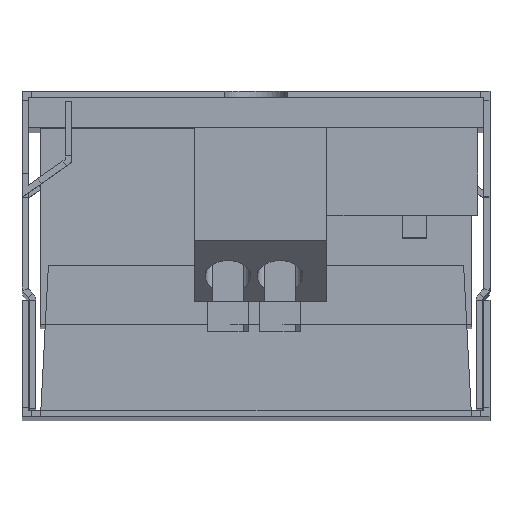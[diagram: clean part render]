
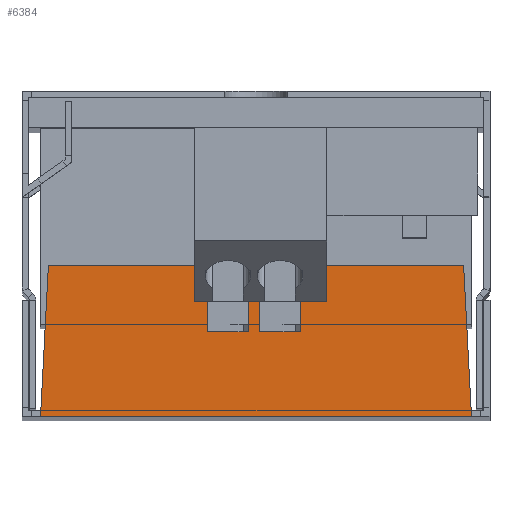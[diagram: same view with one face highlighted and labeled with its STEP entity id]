
A CAD part, top view. The second image highlights one B-rep face of the part: STEP entity #6384.
In plain terms, the highlighted face is planar.
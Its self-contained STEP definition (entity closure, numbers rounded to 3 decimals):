
#125 = B_SPLINE_CURVE_WITH_KNOTS ( 'NONE', 3,
 ( #17772, #19228, #3544, #19134, #4784, #3160, #19424 ),
 .UNSPECIFIED., .F., .F.,
 ( 4, 3, 4 ),
 ( 0., 0., 0.001 ),
 .UNSPECIFIED. ) ;
#814 = EDGE_CURVE ( 'NONE', #19654, #18470, #14394, .T. ) ;
#1353 = FACE_OUTER_BOUND ( 'NONE', #4978, .T. ) ;
#1369 = LINE ( 'NONE', #7793, #20113 ) ;
#1461 = CARTESIAN_POINT ( 'NONE',  ( -14.244, 82., 20.9 ) ) ;
#1527 = CARTESIAN_POINT ( 'NONE',  ( 14.244, 82., 20.9 ) ) ;
#1761 = VERTEX_POINT ( 'NONE', #12299 ) ;
#1906 = CARTESIAN_POINT ( 'NONE',  ( 14.259, 82., 21.5 ) ) ;
#2119 = ORIENTED_EDGE ( 'NONE', *, *, #5549, .T. ) ;
#2195 = CARTESIAN_POINT ( 'NONE',  ( -14.244, 82., 20.9 ) ) ;
#2763 = CARTESIAN_POINT ( 'NONE',  ( 14.258, 82., 21.413 ) ) ;
#2968 = CARTESIAN_POINT ( 'NONE',  ( 14.254, 82., 21.24 ) ) ;
#3061 = VERTEX_POINT ( 'NONE', #18682 ) ;
#3160 = CARTESIAN_POINT ( 'NONE',  ( -14.258, 82., 21.4 ) ) ;
#3544 = CARTESIAN_POINT ( 'NONE',  ( -14.25, 82., 21.1 ) ) ;
#4491 = CARTESIAN_POINT ( 'NONE',  ( -12.802, 82., 11.5 ) ) ;
#4784 = CARTESIAN_POINT ( 'NONE',  ( -14.256, 82., 21.3 ) ) ;
#4806 = CARTESIAN_POINT ( 'NONE',  ( 14.247, 82., 21.013 ) ) ;
#4837 = ORIENTED_EDGE ( 'NONE', *, *, #10324, .F. ) ;
#4978 = EDGE_LOOP ( 'NONE', ( #4837, #2119, #12550, #5886, #14433, #5982 ) ) ;
#5549 = EDGE_CURVE ( 'NONE', #7268, #18470, #125, .T. ) ;
#5886 = ORIENTED_EDGE ( 'NONE', *, *, #16565, .F. ) ;
#5982 = ORIENTED_EDGE ( 'NONE', *, *, #14210, .F. ) ;
#6384 = ADVANCED_FACE ( 'NONE', ( #1353 ), #10384, .F. ) ;
#7162 = B_SPLINE_CURVE_WITH_KNOTS ( 'NONE', 3,
 ( #1527, #4806, #17099, #2968, #7838, #2763, #19055 ),
 .UNSPECIFIED., .F., .F.,
 ( 4, 3, 4 ),
 ( 0.002, 0.002, 0.002 ),
 .UNSPECIFIED. ) ;
#7268 = VERTEX_POINT ( 'NONE', #1461 ) ;
#7269 = CARTESIAN_POINT ( 'NONE',  ( -7.492, 82., 21.5 ) ) ;
#7365 = AXIS2_PLACEMENT_3D ( 'NONE', #7269, #8523, #14852 ) ;
#7717 = DIRECTION ( 'NONE',  ( 1., 0., 0. ) ) ;
#7793 = CARTESIAN_POINT ( 'NONE',  ( 13.801, 82., 12.448 ) ) ;
#7838 = CARTESIAN_POINT ( 'NONE',  ( 14.256, 82., 21.326 ) ) ;
#8505 = DIRECTION ( 'NONE',  ( 0.052, 0., -0.999 ) ) ;
#8523 = DIRECTION ( 'NONE',  ( 0., -1., 0. ) ) ;
#9121 = VECTOR ( 'NONE', #8505, 1000. ) ;
#9384 = LINE ( 'NONE', #4491, #11980 ) ;
#9521 = EDGE_CURVE ( 'NONE', #15807, #1761, #1369, .T. ) ;
#10324 = EDGE_CURVE ( 'NONE', #7268, #3061, #18258, .T. ) ;
#10384 = PLANE ( 'NONE',  #7365 ) ;
#10794 = VECTOR ( 'NONE', #14099, 1000. ) ;
#10841 = CARTESIAN_POINT ( 'NONE',  ( -14.259, 82., 21.5 ) ) ;
#11980 = VECTOR ( 'NONE', #7717, 1000. ) ;
#12299 = CARTESIAN_POINT ( 'NONE',  ( 14.244, 82., 20.9 ) ) ;
#12550 = ORIENTED_EDGE ( 'NONE', *, *, #814, .F. ) ;
#14099 = DIRECTION ( 'NONE',  ( -1., 0., 0. ) ) ;
#14210 = EDGE_CURVE ( 'NONE', #3061, #15807, #9384, .T. ) ;
#14394 = LINE ( 'NONE', #15962, #10794 ) ;
#14433 = ORIENTED_EDGE ( 'NONE', *, *, #9521, .F. ) ;
#14852 = DIRECTION ( 'NONE',  ( 1., 0., 0. ) ) ;
#15807 = VERTEX_POINT ( 'NONE', #19185 ) ;
#15962 = CARTESIAN_POINT ( 'NONE',  ( -15.1, 82., 21.5 ) ) ;
#16565 = EDGE_CURVE ( 'NONE', #1761, #19654, #7162, .T. ) ;
#17099 = CARTESIAN_POINT ( 'NONE',  ( 14.251, 82., 21.126 ) ) ;
#17772 = CARTESIAN_POINT ( 'NONE',  ( -14.244, 82., 20.9 ) ) ;
#18258 = LINE ( 'NONE', #2195, #9121 ) ;
#18470 = VERTEX_POINT ( 'NONE', #10841 ) ;
#18682 = CARTESIAN_POINT ( 'NONE',  ( -13.751, 82., 11.5 ) ) ;
#19009 = DIRECTION ( 'NONE',  ( 0.052, 0., 0.999 ) ) ;
#19055 = CARTESIAN_POINT ( 'NONE',  ( 14.259, 82., 21.5 ) ) ;
#19134 = CARTESIAN_POINT ( 'NONE',  ( -14.253, 82., 21.2 ) ) ;
#19185 = CARTESIAN_POINT ( 'NONE',  ( 13.751, 82., 11.5 ) ) ;
#19228 = CARTESIAN_POINT ( 'NONE',  ( -14.247, 82., 21. ) ) ;
#19424 = CARTESIAN_POINT ( 'NONE',  ( -14.259, 82., 21.5 ) ) ;
#19654 = VERTEX_POINT ( 'NONE', #1906 ) ;
#20113 = VECTOR ( 'NONE', #19009, 1000. ) ;
